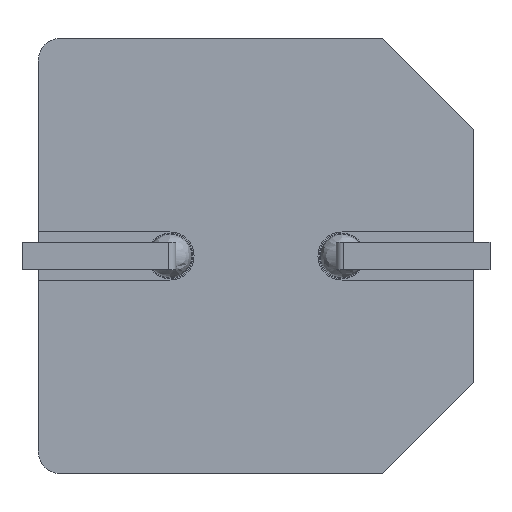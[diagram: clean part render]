
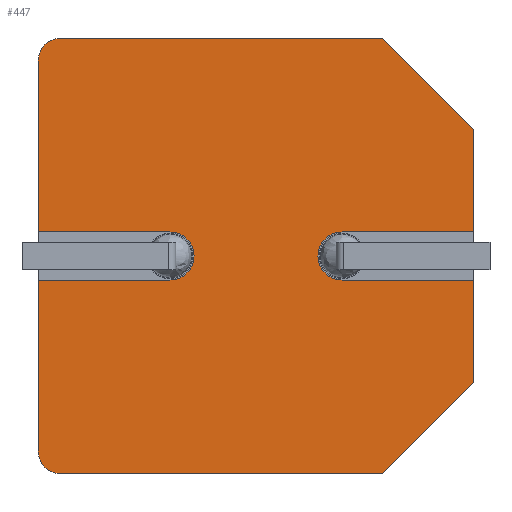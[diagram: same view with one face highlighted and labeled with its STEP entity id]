
A CAD part, front view. The second image highlights one B-rep face of the part: STEP entity #447.
In plain terms, the highlighted planar face has unit normal (0, -1, 0).
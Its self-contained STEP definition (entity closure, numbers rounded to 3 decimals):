
#29 = DIRECTION ( 'NONE',  ( 0., 0., -1. ) ) ;
#53 = VERTEX_POINT ( 'NONE', #2799 ) ;
#54 = VECTOR ( 'NONE', #3533, 1000. ) ;
#63 = VECTOR ( 'NONE', #372, 1000. ) ;
#71 = AXIS2_PLACEMENT_3D ( 'NONE', #281, #265, #1434 ) ;
#115 = CARTESIAN_POINT ( 'NONE',  ( 5.5, -1.5, -9.5 ) ) ;
#179 = DIRECTION ( 'NONE',  ( 0., 1., 0. ) ) ;
#191 = ORIENTED_EDGE ( 'NONE', *, *, #3408, .T. ) ;
#238 = LINE ( 'NONE', #3185, #2306 ) ;
#257 = DIRECTION ( 'NONE',  ( -1., 0., 0. ) ) ;
#265 = DIRECTION ( 'NONE',  ( 0., 1., 0. ) ) ;
#281 = CARTESIAN_POINT ( 'NONE',  ( 3.75, -1.5, 0. ) ) ;
#297 = VERTEX_POINT ( 'NONE', #2425 ) ;
#310 = VERTEX_POINT ( 'NONE', #1862 ) ;
#328 = DIRECTION ( 'NONE',  ( -1., 0., 0. ) ) ;
#372 = DIRECTION ( 'NONE',  ( 1., 0., 0. ) ) ;
#404 = VECTOR ( 'NONE', #487, 1000. ) ;
#423 = EDGE_CURVE ( 'NONE', #297, #2335, #1892, .T. ) ;
#439 = VERTEX_POINT ( 'NONE', #2784 ) ;
#447 = ADVANCED_FACE ( 'NONE', ( #453 ), #529, .T. ) ;
#450 = EDGE_CURVE ( 'NONE', #501, #53, #594, .T. ) ;
#453 = FACE_OUTER_BOUND ( 'NONE', #1808, .T. ) ;
#487 = DIRECTION ( 'NONE',  ( 1., 0., 0. ) ) ;
#501 = VERTEX_POINT ( 'NONE', #3386 ) ;
#519 = VECTOR ( 'NONE', #328, 1000. ) ;
#529 = PLANE ( 'NONE',  #1984 ) ;
#537 = CARTESIAN_POINT ( 'NONE',  ( 9.5, -1.5, 5.5 ) ) ;
#541 = DIRECTION ( 'NONE',  ( 0., 1., 0. ) ) ;
#552 = CARTESIAN_POINT ( 'NONE',  ( -9.5, -1.5, 0. ) ) ;
#594 = CIRCLE ( 'NONE', #1303, 1. ) ;
#667 = VERTEX_POINT ( 'NONE', #115 ) ;
#705 = DIRECTION ( 'NONE',  ( 0., 0., 1. ) ) ;
#708 = VERTEX_POINT ( 'NONE', #1868 ) ;
#733 = EDGE_CURVE ( 'NONE', #439, #2335, #2747, .T. ) ;
#747 = LINE ( 'NONE', #1962, #2345 ) ;
#768 = CARTESIAN_POINT ( 'NONE',  ( -3.75, -1.5, -1.05 ) ) ;
#790 = VERTEX_POINT ( 'NONE', #3395 ) ;
#830 = VERTEX_POINT ( 'NONE', #1664 ) ;
#837 = ORIENTED_EDGE ( 'NONE', *, *, #3004, .T. ) ;
#908 = VECTOR ( 'NONE', #705, 1000. ) ;
#961 = ORIENTED_EDGE ( 'NONE', *, *, #974, .T. ) ;
#974 = EDGE_CURVE ( 'NONE', #790, #3144, #1889, .T. ) ;
#1035 = CARTESIAN_POINT ( 'NONE',  ( 3.75, -1.5, -1.05 ) ) ;
#1049 = VERTEX_POINT ( 'NONE', #537 ) ;
#1052 = DIRECTION ( 'NONE',  ( 0., 0., 1. ) ) ;
#1073 = CARTESIAN_POINT ( 'NONE',  ( -9.5, -1.5, 0. ) ) ;
#1086 = EDGE_CURVE ( 'NONE', #439, #790, #2635, .T. ) ;
#1088 = DIRECTION ( 'NONE',  ( 0., 1., 0. ) ) ;
#1093 = CARTESIAN_POINT ( 'NONE',  ( 0., -1.5, -9.5 ) ) ;
#1153 = ORIENTED_EDGE ( 'NONE', *, *, #3083, .T. ) ;
#1303 = AXIS2_PLACEMENT_3D ( 'NONE', #1354, #541, #3426 ) ;
#1304 = ORIENTED_EDGE ( 'NONE', *, *, #1086, .T. ) ;
#1314 = CIRCLE ( 'NONE', #2205, 1.05 ) ;
#1318 = LINE ( 'NONE', #1093, #2915 ) ;
#1354 = CARTESIAN_POINT ( 'NONE',  ( -8.5, -1.5, -8.5 ) ) ;
#1386 = VECTOR ( 'NONE', #2811, 1000. ) ;
#1403 = EDGE_CURVE ( 'NONE', #3037, #708, #3353, .T. ) ;
#1434 = DIRECTION ( 'NONE',  ( 0., 0., 1. ) ) ;
#1494 = DIRECTION ( 'NONE',  ( -0.707, 0., 0.707 ) ) ;
#1549 = ORIENTED_EDGE ( 'NONE', *, *, #733, .F. ) ;
#1661 = AXIS2_PLACEMENT_3D ( 'NONE', #3580, #179, #1052 ) ;
#1664 = CARTESIAN_POINT ( 'NONE',  ( -9.5, -1.5, -1.05 ) ) ;
#1701 = EDGE_CURVE ( 'NONE', #830, #53, #2356, .T. ) ;
#1713 = CIRCLE ( 'NONE', #71, 1.05 ) ;
#1715 = CARTESIAN_POINT ( 'NONE',  ( 9.5, -1.5, -5.5 ) ) ;
#1754 = LINE ( 'NONE', #2271, #519 ) ;
#1808 = EDGE_LOOP ( 'NONE', ( #1549, #1304, #961, #3050, #1861, #2379, #2741, #837, #2412, #3204, #1153, #191, #2955, #3177, #3156, #3529 ) ) ;
#1861 = ORIENTED_EDGE ( 'NONE', *, *, #2493, .T. ) ;
#1862 = CARTESIAN_POINT ( 'NONE',  ( 3.75, -1.5, 1.05 ) ) ;
#1868 = CARTESIAN_POINT ( 'NONE',  ( 9.5, -1.5, -1.05 ) ) ;
#1889 = LINE ( 'NONE', #3627, #404 ) ;
#1892 = LINE ( 'NONE', #3319, #2127 ) ;
#1942 = CARTESIAN_POINT ( 'NONE',  ( -8.5, -1.5, 9.5 ) ) ;
#1946 = VECTOR ( 'NONE', #29, 1000. ) ;
#1962 = CARTESIAN_POINT ( 'NONE',  ( 5.5, -1.5, -9.5 ) ) ;
#1984 = AXIS2_PLACEMENT_3D ( 'NONE', #3347, #3630, #2196 ) ;
#2054 = VERTEX_POINT ( 'NONE', #2763 ) ;
#2127 = VECTOR ( 'NONE', #257, 1000. ) ;
#2146 = EDGE_CURVE ( 'NONE', #2054, #1049, #2837, .T. ) ;
#2196 = DIRECTION ( 'NONE',  ( 0., 0., -1. ) ) ;
#2205 = AXIS2_PLACEMENT_3D ( 'NONE', #3315, #1088, #3042 ) ;
#2212 = LINE ( 'NONE', #2891, #63 ) ;
#2266 = EDGE_CURVE ( 'NONE', #1049, #297, #238, .T. ) ;
#2271 = CARTESIAN_POINT ( 'NONE',  ( 0., -1.5, -1.05 ) ) ;
#2287 = EDGE_CURVE ( 'NONE', #310, #2054, #2212, .T. ) ;
#2306 = VECTOR ( 'NONE', #1494, 1000. ) ;
#2335 = VERTEX_POINT ( 'NONE', #1942 ) ;
#2345 = VECTOR ( 'NONE', #3410, 1000. ) ;
#2356 = LINE ( 'NONE', #1073, #1946 ) ;
#2368 = CARTESIAN_POINT ( 'NONE',  ( 9.5, -1.5, 0. ) ) ;
#2379 = ORIENTED_EDGE ( 'NONE', *, *, #1701, .T. ) ;
#2412 = ORIENTED_EDGE ( 'NONE', *, *, #2917, .T. ) ;
#2425 = CARTESIAN_POINT ( 'NONE',  ( 5.5, -1.5, 9.5 ) ) ;
#2493 = EDGE_CURVE ( 'NONE', #3531, #830, #2654, .T. ) ;
#2547 = DIRECTION ( 'NONE',  ( 0., 0., -1. ) ) ;
#2635 = LINE ( 'NONE', #552, #2767 ) ;
#2654 = LINE ( 'NONE', #3211, #54 ) ;
#2741 = ORIENTED_EDGE ( 'NONE', *, *, #450, .F. ) ;
#2747 = CIRCLE ( 'NONE', #1661, 1. ) ;
#2763 = CARTESIAN_POINT ( 'NONE',  ( 9.5, -1.5, 1.05 ) ) ;
#2767 = VECTOR ( 'NONE', #2547, 1000. ) ;
#2784 = CARTESIAN_POINT ( 'NONE',  ( -9.5, -1.5, 8.5 ) ) ;
#2799 = CARTESIAN_POINT ( 'NONE',  ( -9.5, -1.5, -8.5 ) ) ;
#2806 = DIRECTION ( 'NONE',  ( 1., 0., 0. ) ) ;
#2811 = DIRECTION ( 'NONE',  ( 0., 0., 1. ) ) ;
#2837 = LINE ( 'NONE', #3681, #1386 ) ;
#2891 = CARTESIAN_POINT ( 'NONE',  ( 0., -1.5, 1.05 ) ) ;
#2915 = VECTOR ( 'NONE', #2806, 1000. ) ;
#2917 = EDGE_CURVE ( 'NONE', #667, #3037, #747, .T. ) ;
#2955 = ORIENTED_EDGE ( 'NONE', *, *, #2287, .T. ) ;
#3004 = EDGE_CURVE ( 'NONE', #501, #667, #1318, .T. ) ;
#3037 = VERTEX_POINT ( 'NONE', #1715 ) ;
#3042 = DIRECTION ( 'NONE',  ( 0., 0., 1. ) ) ;
#3050 = ORIENTED_EDGE ( 'NONE', *, *, #3305, .T. ) ;
#3083 = EDGE_CURVE ( 'NONE', #708, #3555, #1754, .T. ) ;
#3144 = VERTEX_POINT ( 'NONE', #3461 ) ;
#3156 = ORIENTED_EDGE ( 'NONE', *, *, #2266, .T. ) ;
#3177 = ORIENTED_EDGE ( 'NONE', *, *, #2146, .T. ) ;
#3185 = CARTESIAN_POINT ( 'NONE',  ( 9.5, -1.5, 5.5 ) ) ;
#3204 = ORIENTED_EDGE ( 'NONE', *, *, #1403, .T. ) ;
#3211 = CARTESIAN_POINT ( 'NONE',  ( 0., -1.5, -1.05 ) ) ;
#3305 = EDGE_CURVE ( 'NONE', #3144, #3531, #1314, .T. ) ;
#3315 = CARTESIAN_POINT ( 'NONE',  ( -3.75, -1.5, 0. ) ) ;
#3319 = CARTESIAN_POINT ( 'NONE',  ( 0., -1.5, 9.5 ) ) ;
#3347 = CARTESIAN_POINT ( 'NONE',  ( 0., -1.5, 0. ) ) ;
#3353 = LINE ( 'NONE', #2368, #908 ) ;
#3386 = CARTESIAN_POINT ( 'NONE',  ( -8.5, -1.5, -9.5 ) ) ;
#3395 = CARTESIAN_POINT ( 'NONE',  ( -9.5, -1.5, 1.05 ) ) ;
#3408 = EDGE_CURVE ( 'NONE', #3555, #310, #1713, .T. ) ;
#3410 = DIRECTION ( 'NONE',  ( 0.707, 0., 0.707 ) ) ;
#3426 = DIRECTION ( 'NONE',  ( 0., 0., 1. ) ) ;
#3461 = CARTESIAN_POINT ( 'NONE',  ( -3.75, -1.5, 1.05 ) ) ;
#3529 = ORIENTED_EDGE ( 'NONE', *, *, #423, .T. ) ;
#3531 = VERTEX_POINT ( 'NONE', #768 ) ;
#3533 = DIRECTION ( 'NONE',  ( -1., 0., 0. ) ) ;
#3555 = VERTEX_POINT ( 'NONE', #1035 ) ;
#3580 = CARTESIAN_POINT ( 'NONE',  ( -8.5, -1.5, 8.5 ) ) ;
#3627 = CARTESIAN_POINT ( 'NONE',  ( 0., -1.5, 1.05 ) ) ;
#3630 = DIRECTION ( 'NONE',  ( 0., -1., 0. ) ) ;
#3681 = CARTESIAN_POINT ( 'NONE',  ( 9.5, -1.5, 0. ) ) ;
